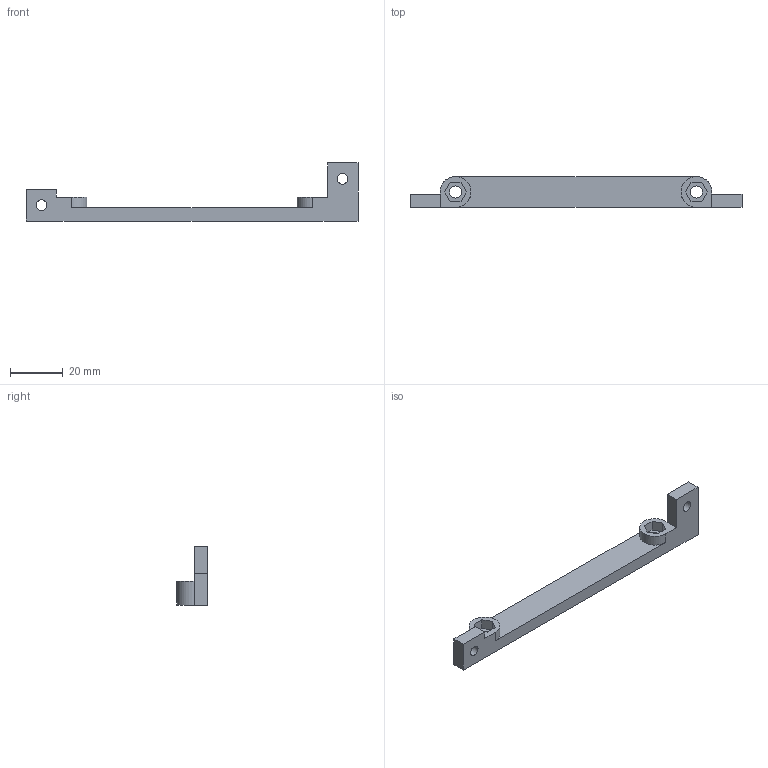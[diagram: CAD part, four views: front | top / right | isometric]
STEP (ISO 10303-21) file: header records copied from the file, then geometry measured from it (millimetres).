
FILE_DESCRIPTION(/* description */ (''),/* implementation_level */ '2;1');
FILE_NAME(/* name */ 'atx long.step',/* time_stamp */ '2018-07-25T15:32:03+02:00',/* author */ ('boelle'),/* organization */ (''),/* preprocessor_version */ 'ST-DEVELOPER v17',/* originating_system */ 'Autodesk Translation Framework v7.1.0.215',/* authorisation */ '');
FILE_SCHEMA (('AUTOMOTIVE_DESIGN { 1 0 10303 214 3 1 1 }'));
Length unit declared in the file: millimetre
Products named in the file (1): atx long
Bounding box: 125.82 x 11.66 x 22 mm (x, y, z)
Volume: 8139.8 mm3; surface area: 5328.2 mm2
Topology: 1 solids, 1 shells, 34 faces, 88 edges, 58 vertices
Faces by surface type: plane 28, cylinder 6
Full cylindrical faces by diameter (mm): 4 x2, 4.6 x2
Entity records: 1086 total; most frequent: CARTESIAN_POINT 181, ORIENTED_EDGE 176, DIRECTION 172, EDGE_CURVE 88, LINE 74, VECTOR 74, VERTEX_POINT 58, AXIS2_PLACEMENT_3D 49
